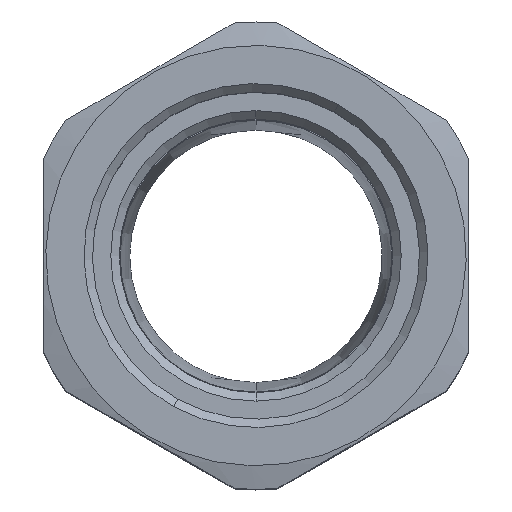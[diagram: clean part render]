
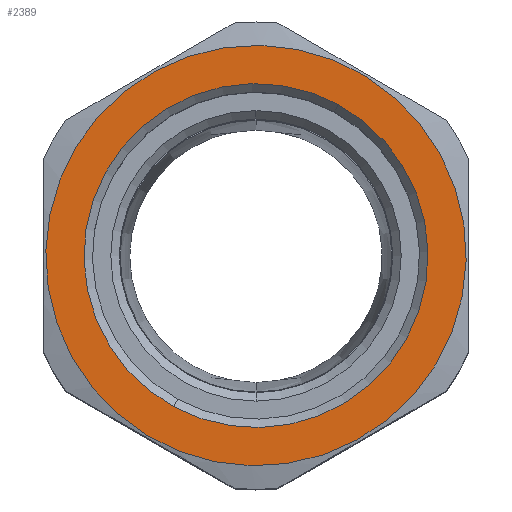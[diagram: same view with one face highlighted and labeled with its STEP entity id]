
A CAD part, top view. The second image highlights one B-rep face of the part: STEP entity #2389.
In plain terms, the highlighted planar face has unit normal (0, 0, 1).
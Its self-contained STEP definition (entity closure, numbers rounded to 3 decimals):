
#2005=AXIS2_PLACEMENT_3D('Circle Axis2P3D',#2003,#2004,$) ;
#2254=AXIS2_PLACEMENT_3D('Circle Axis2P3D',#2252,#2253,$) ;
#2365=AXIS2_PLACEMENT_3D('Plane Axis2P3D',#2362,#2363,#2364) ;
#2373=AXIS2_PLACEMENT_3D('Circle Axis2P3D',#2371,#2372,$) ;
#2382=AXIS2_PLACEMENT_3D('Circle Axis2P3D',#2380,#2381,$) ;
#2000=CARTESIAN_POINT('Vertex',(37.877,48.636,80.75)) ;
#2003=CARTESIAN_POINT('Axis2P3D Location',(25.,27.5,80.75)) ;
#2007=CARTESIAN_POINT('Vertex',(12.123,6.364,80.75)) ;
#2252=CARTESIAN_POINT('Axis2P3D Location',(25.,27.5,80.75)) ;
#2362=CARTESIAN_POINT('Axis2P3D Location',(25.,27.5,80.75)) ;
#2371=CARTESIAN_POINT('Axis2P3D Location',(25.,27.5,80.75)) ;
#2375=CARTESIAN_POINT('Vertex',(15.292,9.729,80.75)) ;
#2377=CARTESIAN_POINT('Vertex',(34.708,45.271,80.75)) ;
#2380=CARTESIAN_POINT('Axis2P3D Location',(25.,27.5,80.75)) ;
#2004=DIRECTION('Axis2P3D Direction',(0.,0.,-1.)) ;
#2253=DIRECTION('Axis2P3D Direction',(0.,0.,-1.)) ;
#2363=DIRECTION('Axis2P3D Direction',(0.,0.,-1.)) ;
#2364=DIRECTION('Axis2P3D XDirection',(0.,1.,0.)) ;
#2372=DIRECTION('Axis2P3D Direction',(0.,0.,-1.)) ;
#2381=DIRECTION('Axis2P3D Direction',(0.,0.,-1.)) ;
#2368=ORIENTED_EDGE('',*,*,#2256,.T.) ;
#2369=ORIENTED_EDGE('',*,*,#2009,.T.) ;
#2386=ORIENTED_EDGE('',*,*,#2379,.T.) ;
#2387=ORIENTED_EDGE('',*,*,#2384,.T.) ;
#2388=FACE_BOUND('',#2385,.T.) ;
#2389=ADVANCED_FACE('Body',(#2370,#2388),#2366,.F.) ;
#2006=CIRCLE('generated circle',#2005,24.75) ;
#2255=CIRCLE('generated circle',#2254,24.75) ;
#2374=CIRCLE('generated circle',#2373,20.25) ;
#2383=CIRCLE('generated circle',#2382,20.25) ;
#2009=EDGE_CURVE('',#2008,#2001,#2006,.F.) ;
#2256=EDGE_CURVE('',#2001,#2008,#2255,.F.) ;
#2379=EDGE_CURVE('',#2376,#2378,#2374,.T.) ;
#2384=EDGE_CURVE('',#2378,#2376,#2383,.T.) ;
#2367=EDGE_LOOP('',(#2368,#2369)) ;
#2385=EDGE_LOOP('',(#2386,#2387)) ;
#2370=FACE_OUTER_BOUND('',#2367,.T.) ;
#2366=PLANE('',#2365) ;
#2001=VERTEX_POINT('',#2000) ;
#2008=VERTEX_POINT('',#2007) ;
#2376=VERTEX_POINT('',#2375) ;
#2378=VERTEX_POINT('',#2377) ;
